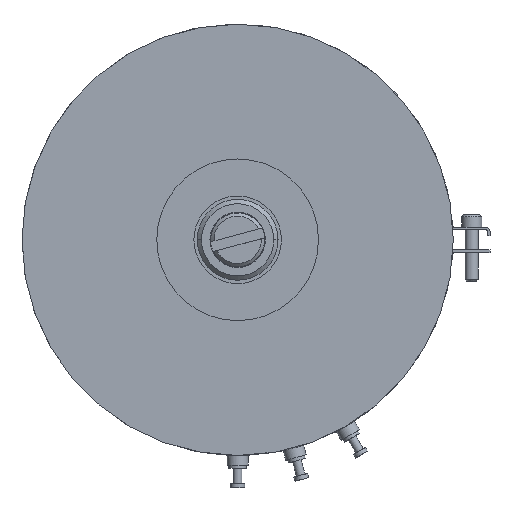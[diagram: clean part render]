
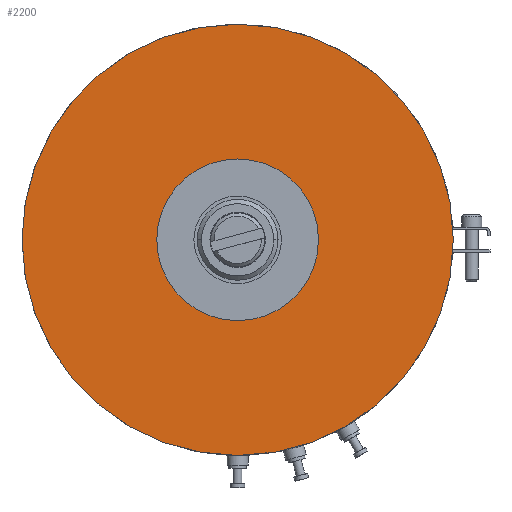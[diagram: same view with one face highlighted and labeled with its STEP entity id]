
A CAD part, front view. The second image highlights one B-rep face of the part: STEP entity #2200.
In plain terms, the highlighted planar face has unit normal (0, -1, 0).
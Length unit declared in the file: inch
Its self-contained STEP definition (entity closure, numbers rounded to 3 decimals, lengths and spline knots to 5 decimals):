
#169=CARTESIAN_POINT('',(0.,0.,0.));
#170=DIRECTION('',(0.,-1.,0.));
#171=DIRECTION('',(1.,0.,0.));
#172=AXIS2_PLACEMENT_3D('',#169,#170,#171);
#183=CARTESIAN_POINT('',(0.,0.,0.));
#184=DIRECTION('',(0.,1.,0.));
#185=DIRECTION('',(1.,0.,0.));
#186=AXIS2_PLACEMENT_3D('',#183,#184,#185);
#282=CARTESIAN_POINT('',(0.,0.,0.));
#283=DIRECTION('',(0.,1.,0.));
#284=DIRECTION('',(1.,0.,0.));
#285=AXIS2_PLACEMENT_3D('',#282,#283,#284);
#287=CARTESIAN_POINT('',(0.,0.,0.));
#288=DIRECTION('',(0.,-1.,0.));
#289=DIRECTION('',(1.,0.,0.));
#290=AXIS2_PLACEMENT_3D('',#287,#288,#289);
#1532=CARTESIAN_POINT('',(1.,0.,0.));
#1533=CARTESIAN_POINT('',(-1.,0.,0.));
#1534=VERTEX_POINT('',#1532);
#1535=VERTEX_POINT('',#1533);
#1551=CARTESIAN_POINT('',(0.375,0.,0.));
#1553=VERTEX_POINT('',#1551);
#1569=CARTESIAN_POINT('',(-0.375,0.,0.));
#1571=VERTEX_POINT('',#1569);
#2185=CARTESIAN_POINT('',(0.,0.,0.));
#2186=DIRECTION('',(0.,-1.,0.));
#2187=DIRECTION('',(-1.,0.,0.));
#2188=AXIS2_PLACEMENT_3D('',#2185,#2186,#2187);
#2189=PLANE('',#2188);
#2190=ORIENTED_EDGE('',*,*,#2147,.F.);
#2191=ORIENTED_EDGE('',*,*,#2161,.T.);
#2192=EDGE_LOOP('',(#2190,#2191));
#2193=FACE_OUTER_BOUND('',#2192,.F.);
#2195=ORIENTED_EDGE('',*,*,#2194,.F.);
#2197=ORIENTED_EDGE('',*,*,#2196,.T.);
#2198=EDGE_LOOP('',(#2195,#2197));
#2199=FACE_BOUND('',#2198,.F.);
#2200=ADVANCED_FACE('',(#2193,#2199),#2189,.T.);
#173=CIRCLE('',#172,1.);
#187=CIRCLE('',#186,1.);
#286=CIRCLE('',#285,0.375);
#291=CIRCLE('',#290,0.375);
#2147=EDGE_CURVE('',#1534,#1535,#173,.T.);
#2161=EDGE_CURVE('',#1534,#1535,#187,.T.);
#2194=EDGE_CURVE('',#1553,#1571,#286,.T.);
#2196=EDGE_CURVE('',#1553,#1571,#291,.T.);
